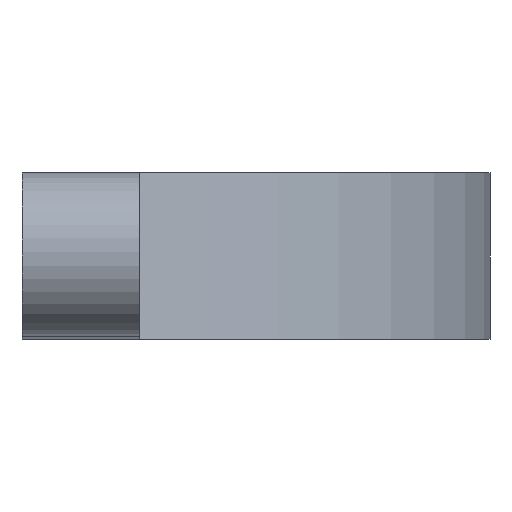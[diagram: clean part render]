
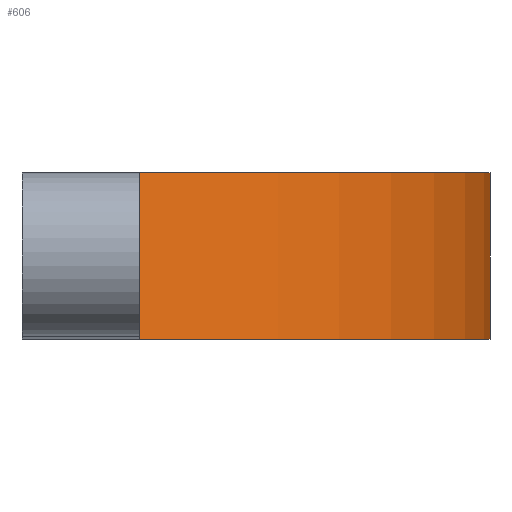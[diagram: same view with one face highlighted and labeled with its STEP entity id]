
A CAD part, left-side view. The second image highlights one B-rep face of the part: STEP entity #606.
In plain terms, the highlighted cylindrical face has radius 19.99 mm (diameter 39.979 mm), a partial arc.
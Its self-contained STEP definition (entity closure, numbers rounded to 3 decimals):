
#24=CYLINDRICAL_SURFACE('',#658,19.99);
#36=CIRCLE('',#659,19.99);
#37=CIRCLE('',#660,19.99);
#72=ORIENTED_EDGE('',*,*,#242,.T.);
#73=ORIENTED_EDGE('',*,*,#229,.T.);
#74=ORIENTED_EDGE('',*,*,#243,.F.);
#75=ORIENTED_EDGE('',*,*,#244,.T.);
#229=EDGE_CURVE('',#314,#315,#369,.T.);
#242=EDGE_CURVE('',#327,#314,#36,.T.);
#243=EDGE_CURVE('',#328,#315,#37,.T.);
#244=EDGE_CURVE('',#328,#327,#379,.F.);
#314=VERTEX_POINT('',#897);
#315=VERTEX_POINT('',#898);
#327=VERTEX_POINT('',#925);
#328=VERTEX_POINT('',#927);
#369=LINE('',#896,#438);
#379=LINE('',#928,#448);
#438=VECTOR('',#721,1000.);
#448=VECTOR('',#745,1000.);
#505=EDGE_LOOP('',(#72,#73,#74,#75));
#546=FACE_BOUND('',#505,.T.);
#606=ADVANCED_FACE('',(#546),#24,.T.);
#658=AXIS2_PLACEMENT_3D('',#923,#739,#740);
#659=AXIS2_PLACEMENT_3D('',#924,#741,#742);
#660=AXIS2_PLACEMENT_3D('',#926,#743,#744);
#721=DIRECTION('',(0.,0.,1.));
#739=DIRECTION('',(0.,0.,1.));
#740=DIRECTION('',(1.,0.,0.));
#741=DIRECTION('',(0.,0.,1.));
#742=DIRECTION('',(1.,0.,0.));
#743=DIRECTION('',(0.,0.,1.));
#744=DIRECTION('',(1.,0.,0.));
#745=DIRECTION('',(0.,0.,1.));
#896=CARTESIAN_POINT('',(0.68,-5.,-0.93));
#897=CARTESIAN_POINT('',(0.68,-5.,-8.026));
#898=CARTESIAN_POINT('',(0.68,-5.,-0.93));
#923=CARTESIAN_POINT('',(-18.674,0.,-0.93));
#924=CARTESIAN_POINT('',(-18.674,0.,-8.026));
#925=CARTESIAN_POINT('',(-38.043,-4.941,-8.026));
#926=CARTESIAN_POINT('',(-18.674,0.,-0.93));
#927=CARTESIAN_POINT('',(-38.043,-4.941,-0.93));
#928=CARTESIAN_POINT('',(-38.043,-4.941,-0.93));
